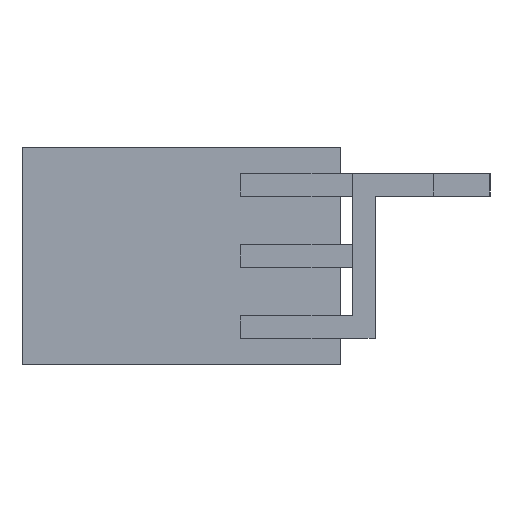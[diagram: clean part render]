
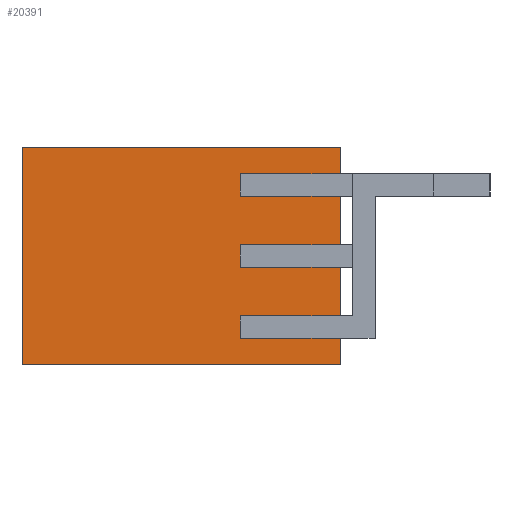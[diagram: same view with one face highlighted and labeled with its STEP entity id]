
A CAD part, left-side view. The second image highlights one B-rep face of the part: STEP entity #20391.
In plain terms, the highlighted planar face has unit normal (-1, 0, 0).
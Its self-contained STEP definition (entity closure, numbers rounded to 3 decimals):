
#3 = VERTEX_POINT ( 'NONE', #2296 ) ;
#197 = CARTESIAN_POINT ( 'NONE',  ( -1000., -4.75, 6.6 ) ) ;
#316 = CARTESIAN_POINT ( 'NONE',  ( -1000., -12.75, -0.9 ) ) ;
#391 = EDGE_CURVE ( 'NONE', #6455, #4883, #11032, .T. ) ;
#399 = CARTESIAN_POINT ( 'NONE',  ( -1000., -4.75, -6.6 ) ) ;
#426 = PLANE ( 'NONE',  #24146 ) ;
#592 = VERTEX_POINT ( 'NONE', #3836 ) ;
#603 = VERTEX_POINT ( 'NONE', #943 ) ;
#787 = CARTESIAN_POINT ( 'NONE',  ( -1000., -4.75, 0.9 ) ) ;
#856 = VECTOR ( 'NONE', #19127, 1000. ) ;
#941 = ORIENTED_EDGE ( 'NONE', *, *, #6487, .F. ) ;
#943 = CARTESIAN_POINT ( 'NONE',  ( -1000., 12.75, -8.7 ) ) ;
#1202 = VERTEX_POINT ( 'NONE', #24900 ) ;
#1322 = VECTOR ( 'NONE', #5283, 1000. ) ;
#1348 = VECTOR ( 'NONE', #14176, 1000. ) ;
#1471 = LINE ( 'NONE', #10004, #11107 ) ;
#1727 = CARTESIAN_POINT ( 'NONE',  ( -1000., -12.75, 8.7 ) ) ;
#1893 = VERTEX_POINT ( 'NONE', #787 ) ;
#2296 = CARTESIAN_POINT ( 'NONE',  ( -1000., -4.75, 4.8 ) ) ;
#2349 = DIRECTION ( 'NONE',  ( 1., 0., 0. ) ) ;
#3248 = LINE ( 'NONE', #14971, #12876 ) ;
#3295 = EDGE_CURVE ( 'NONE', #5177, #19478, #16705, .T. ) ;
#3318 = CARTESIAN_POINT ( 'NONE',  ( -1000., -12.75, 8.7 ) ) ;
#3655 = DIRECTION ( 'NONE',  ( 0., 0., -1. ) ) ;
#3689 = ORIENTED_EDGE ( 'NONE', *, *, #391, .F. ) ;
#3713 = EDGE_CURVE ( 'NONE', #10993, #6455, #11564, .T. ) ;
#3749 = EDGE_CURVE ( 'NONE', #1893, #592, #16084, .T. ) ;
#3836 = CARTESIAN_POINT ( 'NONE',  ( -1000., -4.75, -0.9 ) ) ;
#4236 = ORIENTED_EDGE ( 'NONE', *, *, #20381, .F. ) ;
#4570 = DIRECTION ( 'NONE',  ( 0., 1., 0. ) ) ;
#4732 = VECTOR ( 'NONE', #3655, 1000. ) ;
#4763 = CARTESIAN_POINT ( 'NONE',  ( -1000., -12.75, 0.9 ) ) ;
#4883 = VERTEX_POINT ( 'NONE', #18673 ) ;
#4923 = VECTOR ( 'NONE', #17522, 1000. ) ;
#5177 = VERTEX_POINT ( 'NONE', #399 ) ;
#5283 = DIRECTION ( 'NONE',  ( 0., 0., -1. ) ) ;
#5356 = DIRECTION ( 'NONE',  ( 0., 0., -1. ) ) ;
#5470 = ORIENTED_EDGE ( 'NONE', *, *, #3295, .F. ) ;
#6008 = FACE_OUTER_BOUND ( 'NONE', #11146, .T. ) ;
#6147 = CARTESIAN_POINT ( 'NONE',  ( -1000., 0., 0. ) ) ;
#6281 = VERTEX_POINT ( 'NONE', #7867 ) ;
#6453 = VECTOR ( 'NONE', #5356, 1000. ) ;
#6455 = VERTEX_POINT ( 'NONE', #19895 ) ;
#6487 = EDGE_CURVE ( 'NONE', #6281, #1893, #13419, .T. ) ;
#7569 = EDGE_CURVE ( 'NONE', #24028, #20100, #10046, .T. ) ;
#7623 = DIRECTION ( 'NONE',  ( 0., 0., -1. ) ) ;
#7726 = EDGE_CURVE ( 'NONE', #4883, #5177, #16659, .T. ) ;
#7834 = VERTEX_POINT ( 'NONE', #22138 ) ;
#7839 = LINE ( 'NONE', #19185, #8444 ) ;
#7867 = CARTESIAN_POINT ( 'NONE',  ( -1000., -12.75, 0.9 ) ) ;
#8339 = CARTESIAN_POINT ( 'NONE',  ( -1000., -4.75, -6.6 ) ) ;
#8444 = VECTOR ( 'NONE', #7623, 1000. ) ;
#8682 = EDGE_CURVE ( 'NONE', #20100, #3, #13727, .T. ) ;
#9036 = DIRECTION ( 'NONE',  ( 0., 0., -1. ) ) ;
#9440 = ORIENTED_EDGE ( 'NONE', *, *, #3749, .F. ) ;
#9736 = ORIENTED_EDGE ( 'NONE', *, *, #23016, .F. ) ;
#9785 = VECTOR ( 'NONE', #23369, 1000. ) ;
#10004 = CARTESIAN_POINT ( 'NONE',  ( -1000., 12.75, 8.7 ) ) ;
#10046 = LINE ( 'NONE', #197, #4923 ) ;
#10190 = VERTEX_POINT ( 'NONE', #11905 ) ;
#10311 = ORIENTED_EDGE ( 'NONE', *, *, #7726, .F. ) ;
#10479 = DIRECTION ( 'NONE',  ( 0., 0., -1. ) ) ;
#10489 = DIRECTION ( 'NONE',  ( 0., 1., 0. ) ) ;
#10621 = ORIENTED_EDGE ( 'NONE', *, *, #3713, .F. ) ;
#10993 = VERTEX_POINT ( 'NONE', #16318 ) ;
#11032 = LINE ( 'NONE', #15422, #20669 ) ;
#11107 = VECTOR ( 'NONE', #11951, 1000. ) ;
#11146 = EDGE_LOOP ( 'NONE', ( #941, #12973, #16603, #19235, #13200, #24915, #4236, #12362, #15978, #21137, #5470, #10311, #3689, #10621, #9736, #9440 ) ) ;
#11564 = LINE ( 'NONE', #3318, #1322 ) ;
#11905 = CARTESIAN_POINT ( 'NONE',  ( -1000., -12.75, 8.7 ) ) ;
#11951 = DIRECTION ( 'NONE',  ( 0., -1., 0. ) ) ;
#12164 = LINE ( 'NONE', #14748, #21806 ) ;
#12362 = ORIENTED_EDGE ( 'NONE', *, *, #20093, .F. ) ;
#12811 = VECTOR ( 'NONE', #10489, 1000. ) ;
#12876 = VECTOR ( 'NONE', #18869, 1000. ) ;
#12973 = ORIENTED_EDGE ( 'NONE', *, *, #23362, .F. ) ;
#13200 = ORIENTED_EDGE ( 'NONE', *, *, #7569, .F. ) ;
#13419 = LINE ( 'NONE', #4763, #12811 ) ;
#13727 = LINE ( 'NONE', #21988, #23931 ) ;
#13813 = EDGE_CURVE ( 'NONE', #3, #7834, #15225, .T. ) ;
#14176 = DIRECTION ( 'NONE',  ( 0., -1., 0. ) ) ;
#14748 = CARTESIAN_POINT ( 'NONE',  ( -1000., -12.75, 8.7 ) ) ;
#14938 = CARTESIAN_POINT ( 'NONE',  ( -1000., 12.75, 8.7 ) ) ;
#14971 = CARTESIAN_POINT ( 'NONE',  ( -1000., 12.75, 8.7 ) ) ;
#15225 = LINE ( 'NONE', #21311, #19742 ) ;
#15422 = CARTESIAN_POINT ( 'NONE',  ( -1000., -4.75, -4.8 ) ) ;
#15823 = DIRECTION ( 'NONE',  ( 0., 0., -1. ) ) ;
#15978 = ORIENTED_EDGE ( 'NONE', *, *, #20176, .F. ) ;
#16084 = LINE ( 'NONE', #22679, #6453 ) ;
#16101 = LINE ( 'NONE', #316, #9785 ) ;
#16210 = LINE ( 'NONE', #17092, #856 ) ;
#16318 = CARTESIAN_POINT ( 'NONE',  ( -1000., -12.75, -0.9 ) ) ;
#16603 = ORIENTED_EDGE ( 'NONE', *, *, #13813, .F. ) ;
#16659 = LINE ( 'NONE', #8339, #21791 ) ;
#16705 = LINE ( 'NONE', #18059, #1348 ) ;
#17092 = CARTESIAN_POINT ( 'NONE',  ( -1000., 12.75, -8.7 ) ) ;
#17341 = CARTESIAN_POINT ( 'NONE',  ( -1000., -12.75, 6.6 ) ) ;
#17522 = DIRECTION ( 'NONE',  ( 0., 1., 0. ) ) ;
#18059 = CARTESIAN_POINT ( 'NONE',  ( -1000., -4.75, -6.6 ) ) ;
#18673 = CARTESIAN_POINT ( 'NONE',  ( -1000., -4.75, -4.8 ) ) ;
#18869 = DIRECTION ( 'NONE',  ( 0., 0., 1. ) ) ;
#18953 = EDGE_CURVE ( 'NONE', #19478, #1202, #7839, .T. ) ;
#19127 = DIRECTION ( 'NONE',  ( 0., 1., 0. ) ) ;
#19185 = CARTESIAN_POINT ( 'NONE',  ( -1000., -12.75, 8.7 ) ) ;
#19235 = ORIENTED_EDGE ( 'NONE', *, *, #8682, .F. ) ;
#19478 = VERTEX_POINT ( 'NONE', #24477 ) ;
#19742 = VECTOR ( 'NONE', #23207, 1000. ) ;
#19895 = CARTESIAN_POINT ( 'NONE',  ( -1000., -12.75, -4.8 ) ) ;
#20080 = LINE ( 'NONE', #1727, #4732 ) ;
#20093 = EDGE_CURVE ( 'NONE', #603, #20739, #3248, .T. ) ;
#20100 = VERTEX_POINT ( 'NONE', #22715 ) ;
#20176 = EDGE_CURVE ( 'NONE', #1202, #603, #16210, .T. ) ;
#20381 = EDGE_CURVE ( 'NONE', #20739, #10190, #1471, .T. ) ;
#20391 = ADVANCED_FACE ( 'NONE', ( #6008 ), #426, .F. ) ;
#20669 = VECTOR ( 'NONE', #4570, 1000. ) ;
#20739 = VERTEX_POINT ( 'NONE', #14938 ) ;
#21137 = ORIENTED_EDGE ( 'NONE', *, *, #18953, .F. ) ;
#21311 = CARTESIAN_POINT ( 'NONE',  ( -1000., -4.75, 4.8 ) ) ;
#21641 = EDGE_CURVE ( 'NONE', #10190, #24028, #20080, .T. ) ;
#21791 = VECTOR ( 'NONE', #21813, 1000. ) ;
#21806 = VECTOR ( 'NONE', #9036, 1000. ) ;
#21813 = DIRECTION ( 'NONE',  ( 0., 0., -1. ) ) ;
#21988 = CARTESIAN_POINT ( 'NONE',  ( -1000., -4.75, 6.6 ) ) ;
#22138 = CARTESIAN_POINT ( 'NONE',  ( -1000., -12.75, 4.8 ) ) ;
#22679 = CARTESIAN_POINT ( 'NONE',  ( -1000., -4.75, -0.9 ) ) ;
#22715 = CARTESIAN_POINT ( 'NONE',  ( -1000., -4.75, 6.6 ) ) ;
#23016 = EDGE_CURVE ( 'NONE', #592, #10993, #16101, .T. ) ;
#23207 = DIRECTION ( 'NONE',  ( 0., -1., 0. ) ) ;
#23362 = EDGE_CURVE ( 'NONE', #7834, #6281, #12164, .T. ) ;
#23369 = DIRECTION ( 'NONE',  ( 0., -1., 0. ) ) ;
#23931 = VECTOR ( 'NONE', #10479, 1000. ) ;
#24028 = VERTEX_POINT ( 'NONE', #17341 ) ;
#24146 = AXIS2_PLACEMENT_3D ( 'NONE', #6147, #2349, #15823 ) ;
#24477 = CARTESIAN_POINT ( 'NONE',  ( -1000., -12.75, -6.6 ) ) ;
#24900 = CARTESIAN_POINT ( 'NONE',  ( -1000., -12.75, -8.7 ) ) ;
#24915 = ORIENTED_EDGE ( 'NONE', *, *, #21641, .F. ) ;
